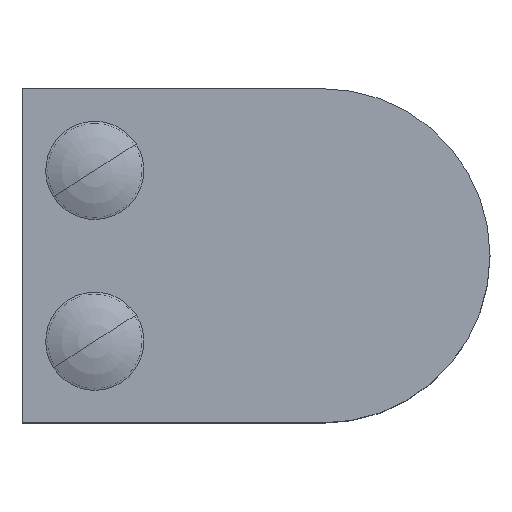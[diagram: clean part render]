
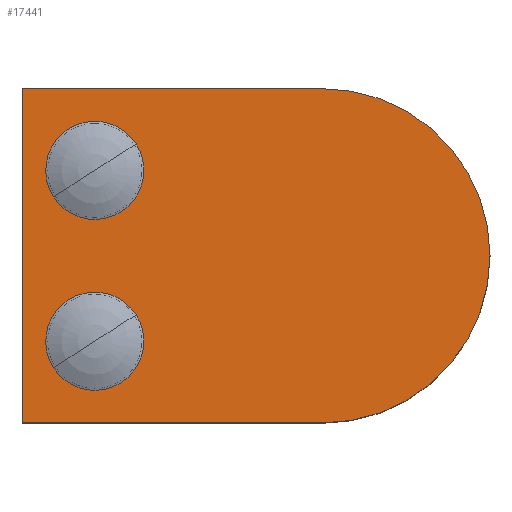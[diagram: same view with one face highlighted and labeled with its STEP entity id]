
A CAD part, top view. The second image highlights one B-rep face of the part: STEP entity #17441.
In plain terms, the highlighted face is planar.
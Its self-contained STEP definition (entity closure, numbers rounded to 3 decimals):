
#192 = VERTEX_POINT ( 'NONE', #17647 ) ;
#278 = LINE ( 'NONE', #6133, #10594 ) ;
#517 = EDGE_CURVE ( 'NONE', #14829, #15612, #10466, .T. ) ;
#692 = EDGE_CURVE ( 'NONE', #15612, #14829, #7701, .T. ) ;
#790 = CIRCLE ( 'NONE', #11525, 6.3 ) ;
#1026 = DIRECTION ( 'NONE',  ( -1., 0., 0. ) ) ;
#1511 = CARTESIAN_POINT ( 'NONE',  ( 0., 0., 0. ) ) ;
#1720 = CARTESIAN_POINT ( 'NONE',  ( -11.5, -30.7, 0. ) ) ;
#1780 = CARTESIAN_POINT ( 'NONE',  ( 5.2, -30.7, 0. ) ) ;
#2209 = LINE ( 'NONE', #8059, #10568 ) ;
#2661 = AXIS2_PLACEMENT_3D ( 'NONE', #5604, #11468, #17296 ) ;
#2955 = FACE_BOUND ( 'NONE', #6713, .T. ) ;
#3204 = CARTESIAN_POINT ( 'NONE',  ( 0., 0., 0. ) ) ;
#3399 = VERTEX_POINT ( 'NONE', #12773 ) ;
#3490 = CARTESIAN_POINT ( 'NONE',  ( 17.8, -30.7, 0. ) ) ;
#3737 = DIRECTION ( 'NONE',  ( 0., 1., 0. ) ) ;
#4410 = ORIENTED_EDGE ( 'NONE', *, *, #5341, .F. ) ;
#4677 = ORIENTED_EDGE ( 'NONE', *, *, #517, .F. ) ;
#5341 = EDGE_CURVE ( 'NONE', #3399, #15062, #278, .T. ) ;
#5604 = CARTESIAN_POINT ( 'NONE',  ( 11.5, -30.7, 0. ) ) ;
#5903 = CIRCLE ( 'NONE', #16628, 22.5 ) ;
#5972 = EDGE_CURVE ( 'NONE', #7211, #15409, #790, .T. ) ;
#6083 = CARTESIAN_POINT ( 'NONE',  ( 11.5, -30.7, 0. ) ) ;
#6133 = CARTESIAN_POINT ( 'NONE',  ( 0., -40.5, 0. ) ) ;
#6400 = CARTESIAN_POINT ( 'NONE',  ( 22.5, -40.5, 0. ) ) ;
#6425 = VECTOR ( 'NONE', #3737, 1000. ) ;
#6713 = EDGE_LOOP ( 'NONE', ( #16758, #13587 ) ) ;
#7053 = EDGE_LOOP ( 'NONE', ( #4410, #18730, #10253, #15589 ) ) ;
#7211 = VERTEX_POINT ( 'NONE', #3490 ) ;
#7360 = DIRECTION ( 'NONE',  ( 0., 0., -1. ) ) ;
#7559 = DIRECTION ( 'NONE',  ( 0., 0., -1. ) ) ;
#7701 = CIRCLE ( 'NONE', #18417, 6.3 ) ;
#7882 = CARTESIAN_POINT ( 'NONE',  ( -17.8, -30.7, 0. ) ) ;
#8059 = CARTESIAN_POINT ( 'NONE',  ( -22.5, 0., 0. ) ) ;
#8215 = EDGE_CURVE ( 'NONE', #192, #9721, #5903, .T. ) ;
#8309 = CARTESIAN_POINT ( 'NONE',  ( -11.5, -30.7, 0. ) ) ;
#8800 = FACE_BOUND ( 'NONE', #14419, .T. ) ;
#9056 = DIRECTION ( 'NONE',  ( 0., 0., 1. ) ) ;
#9721 = VERTEX_POINT ( 'NONE', #15783 ) ;
#10253 = ORIENTED_EDGE ( 'NONE', *, *, #8215, .F. ) ;
#10466 = CIRCLE ( 'NONE', #14436, 6.3 ) ;
#10568 = VECTOR ( 'NONE', #13910, 1000. ) ;
#10594 = VECTOR ( 'NONE', #11991, 1000. ) ;
#10941 = CIRCLE ( 'NONE', #2661, 6.3 ) ;
#11037 = LINE ( 'NONE', #16869, #6425 ) ;
#11442 = EDGE_CURVE ( 'NONE', #15409, #7211, #10941, .T. ) ;
#11468 = DIRECTION ( 'NONE',  ( 0., 0., -1. ) ) ;
#11525 = AXIS2_PLACEMENT_3D ( 'NONE', #6083, #11946, #17775 ) ;
#11946 = DIRECTION ( 'NONE',  ( 0., 0., -1. ) ) ;
#11959 = ORIENTED_EDGE ( 'NONE', *, *, #692, .F. ) ;
#11991 = DIRECTION ( 'NONE',  ( 1., 0., 0. ) ) ;
#12773 = CARTESIAN_POINT ( 'NONE',  ( -22.5, -40.5, 0. ) ) ;
#13135 = AXIS2_PLACEMENT_3D ( 'NONE', #1511, #7360, #13206 ) ;
#13206 = DIRECTION ( 'NONE',  ( -1., 0., 0. ) ) ;
#13406 = DIRECTION ( 'NONE',  ( -1., 0., 0. ) ) ;
#13587 = ORIENTED_EDGE ( 'NONE', *, *, #5972, .F. ) ;
#13910 = DIRECTION ( 'NONE',  ( 0., -1., 0. ) ) ;
#13939 = EDGE_CURVE ( 'NONE', #9721, #3399, #2209, .T. ) ;
#14155 = DIRECTION ( 'NONE',  ( 0., 0., -1. ) ) ;
#14419 = EDGE_LOOP ( 'NONE', ( #4677, #11959 ) ) ;
#14436 = AXIS2_PLACEMENT_3D ( 'NONE', #1720, #7559, #13406 ) ;
#14651 = PLANE ( 'NONE',  #13135 ) ;
#14829 = VERTEX_POINT ( 'NONE', #7882 ) ;
#14903 = DIRECTION ( 'NONE',  ( -1., 0., 0. ) ) ;
#15062 = VERTEX_POINT ( 'NONE', #6400 ) ;
#15409 = VERTEX_POINT ( 'NONE', #1780 ) ;
#15589 = ORIENTED_EDGE ( 'NONE', *, *, #18172, .F. ) ;
#15612 = VERTEX_POINT ( 'NONE', #16033 ) ;
#15783 = CARTESIAN_POINT ( 'NONE',  ( -22.5, 0., 0. ) ) ;
#16033 = CARTESIAN_POINT ( 'NONE',  ( -5.2, -30.7, 0. ) ) ;
#16086 = FACE_OUTER_BOUND ( 'NONE', #7053, .T. ) ;
#16628 = AXIS2_PLACEMENT_3D ( 'NONE', #3204, #9056, #14903 ) ;
#16758 = ORIENTED_EDGE ( 'NONE', *, *, #11442, .F. ) ;
#16869 = CARTESIAN_POINT ( 'NONE',  ( 22.5, -50., 0. ) ) ;
#17296 = DIRECTION ( 'NONE',  ( -1., 0., 0. ) ) ;
#17441 = ADVANCED_FACE ( 'NONE', ( #16086, #2955, #8800 ), #14651, .T. ) ;
#17647 = CARTESIAN_POINT ( 'NONE',  ( 22.5, 0., 0. ) ) ;
#17775 = DIRECTION ( 'NONE',  ( -1., 0., 0. ) ) ;
#18172 = EDGE_CURVE ( 'NONE', #15062, #192, #11037, .T. ) ;
#18417 = AXIS2_PLACEMENT_3D ( 'NONE', #8309, #14155, #1026 ) ;
#18730 = ORIENTED_EDGE ( 'NONE', *, *, #13939, .F. ) ;
